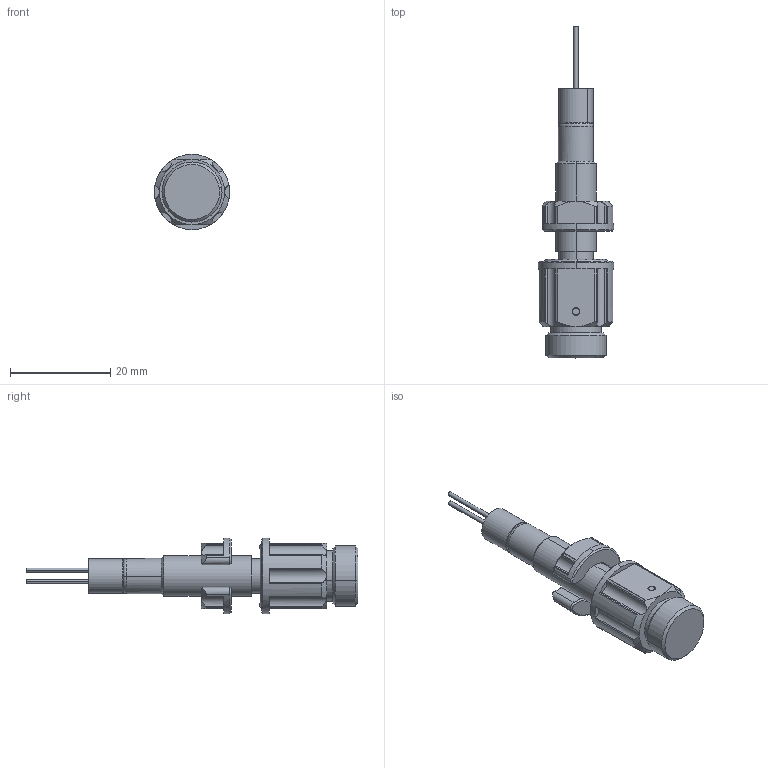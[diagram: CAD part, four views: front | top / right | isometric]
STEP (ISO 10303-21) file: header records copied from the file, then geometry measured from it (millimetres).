
FILE_DESCRIPTION (( 'STEP AP203' ), '1' );
FILE_NAME ('12020501-0008.STEP', '2023-10-04T05:59:30', ( '' ), ( '' ), 'SwSTEP 2.0', 'SolidWorks 2022', '' );
FILE_SCHEMA (( 'CONFIG_CONTROL_DESIGN' ));
Length unit declared in the file: millimetre
Products named in the file (1): 12020501-0008
Bounding box: 15 x 66.25 x 15 mm (x, y, z)
Volume: 4783.3 mm3; surface area: 2786 mm2
Topology: 2 solids, 2 shells, 173 faces, 430 edges, 271 vertices
Faces by surface type: cylinder 83, cone 41, plane 39, torus 10
Entity records: 5549 total; most frequent: CARTESIAN_POINT 1311, DIRECTION 920, ORIENTED_EDGE 860, EDGE_CURVE 430, AXIS2_PLACEMENT_3D 388, VERTEX_POINT 271, CIRCLE 214, EDGE_LOOP 183
